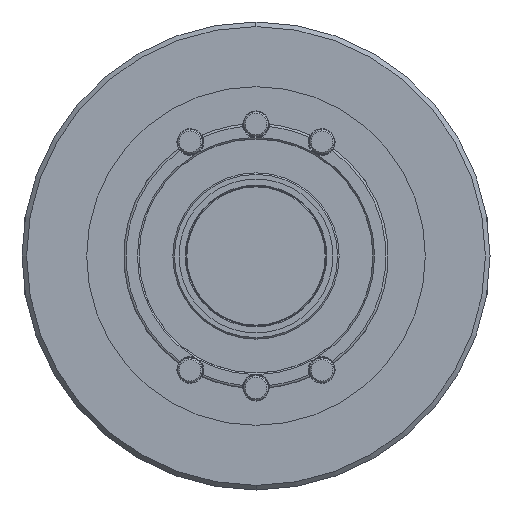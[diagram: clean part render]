
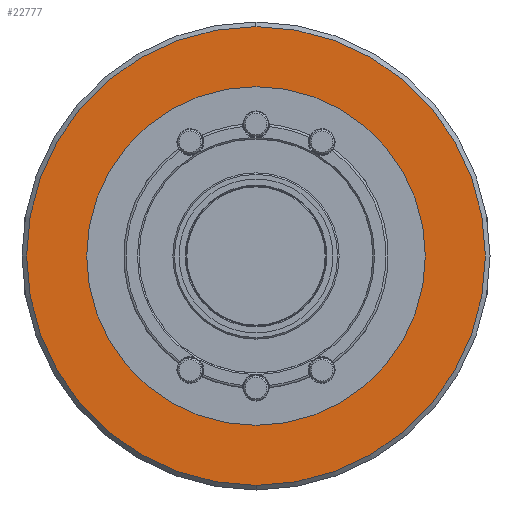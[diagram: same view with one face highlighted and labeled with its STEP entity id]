
A CAD part, left-side view. The second image highlights one B-rep face of the part: STEP entity #22777.
In plain terms, the highlighted planar face has unit normal (-1, 0, 0).
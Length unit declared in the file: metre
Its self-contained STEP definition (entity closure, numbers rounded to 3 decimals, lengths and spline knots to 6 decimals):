
#563 = DIRECTION ( 'NONE',  ( 0., 0., 1. ) ) ;
#2010 = VERTEX_POINT ( 'NONE', #17107 ) ;
#2729 = EDGE_LOOP ( 'NONE', ( #27327, #14502 ) ) ;
#3032 = EDGE_CURVE ( 'NONE', #30048, #19983, #33486, .T. ) ;
#3235 = DIRECTION ( 'NONE',  ( 1., 0., 0. ) ) ;
#3669 = CARTESIAN_POINT ( 'NONE',  ( -0.11, 0.152, 0. ) ) ;
#4972 = FACE_BOUND ( 'NONE', #2729, .T. ) ;
#5596 = AXIS2_PLACEMENT_3D ( 'NONE', #3669, #11757, #6449 ) ;
#6449 = DIRECTION ( 'NONE',  ( 0., 0., 1. ) ) ;
#8870 = DIRECTION ( 'NONE',  ( 0., 0., -1. ) ) ;
#9349 = CARTESIAN_POINT ( 'NONE',  ( -0.11, 0., 0. ) ) ;
#9968 = AXIS2_PLACEMENT_3D ( 'NONE', #19282, #3235, #8870 ) ;
#10391 = DIRECTION ( 'NONE',  ( 0., 0., 1. ) ) ;
#10625 = VERTEX_POINT ( 'NONE', #10825 ) ;
#10825 = CARTESIAN_POINT ( 'NONE',  ( -0.11, 0., 0.11 ) ) ;
#11757 = DIRECTION ( 'NONE',  ( -1., 0., 0. ) ) ;
#13567 = CARTESIAN_POINT ( 'NONE',  ( -0.11, 0., 0. ) ) ;
#13798 = DIRECTION ( 'NONE',  ( -1., 0., 0. ) ) ;
#14502 = ORIENTED_EDGE ( 'NONE', *, *, #26342, .T. ) ;
#14528 = PLANE ( 'NONE',  #5596 ) ;
#14931 = CARTESIAN_POINT ( 'NONE',  ( -0.11, 0., 0.149 ) ) ;
#15319 = FACE_OUTER_BOUND ( 'NONE', #25914, .T. ) ;
#15822 = CIRCLE ( 'NONE', #9968, 0.11 ) ;
#17107 = CARTESIAN_POINT ( 'NONE',  ( -0.11, 0., -0.11 ) ) ;
#18858 = ORIENTED_EDGE ( 'NONE', *, *, #24105, .T. ) ;
#19282 = CARTESIAN_POINT ( 'NONE',  ( -0.11, 0., 0. ) ) ;
#19619 = AXIS2_PLACEMENT_3D ( 'NONE', #9349, #27776, #22960 ) ;
#19983 = VERTEX_POINT ( 'NONE', #14931 ) ;
#20182 = CARTESIAN_POINT ( 'NONE',  ( -0.11, 0., -0.149 ) ) ;
#21653 = CARTESIAN_POINT ( 'NONE',  ( -0.11, 0., 0. ) ) ;
#22777 = ADVANCED_FACE ( 'NONE', ( #15319, #4972 ), #14528, .T. ) ;
#22960 = DIRECTION ( 'NONE',  ( 0., 0., -1. ) ) ;
#24105 = EDGE_CURVE ( 'NONE', #19983, #30048, #32981, .T. ) ;
#25430 = AXIS2_PLACEMENT_3D ( 'NONE', #21653, #27016, #10391 ) ;
#25914 = EDGE_LOOP ( 'NONE', ( #33230, #18858 ) ) ;
#26342 = EDGE_CURVE ( 'NONE', #10625, #2010, #28315, .T. ) ;
#27016 = DIRECTION ( 'NONE',  ( -1., 0., 0. ) ) ;
#27264 = AXIS2_PLACEMENT_3D ( 'NONE', #13567, #13798, #563 ) ;
#27327 = ORIENTED_EDGE ( 'NONE', *, *, #28690, .T. ) ;
#27776 = DIRECTION ( 'NONE',  ( 1., 0., 0. ) ) ;
#28315 = CIRCLE ( 'NONE', #19619, 0.11 ) ;
#28690 = EDGE_CURVE ( 'NONE', #2010, #10625, #15822, .T. ) ;
#30048 = VERTEX_POINT ( 'NONE', #20182 ) ;
#32981 = CIRCLE ( 'NONE', #27264, 0.149 ) ;
#33230 = ORIENTED_EDGE ( 'NONE', *, *, #3032, .T. ) ;
#33486 = CIRCLE ( 'NONE', #25430, 0.149 ) ;
